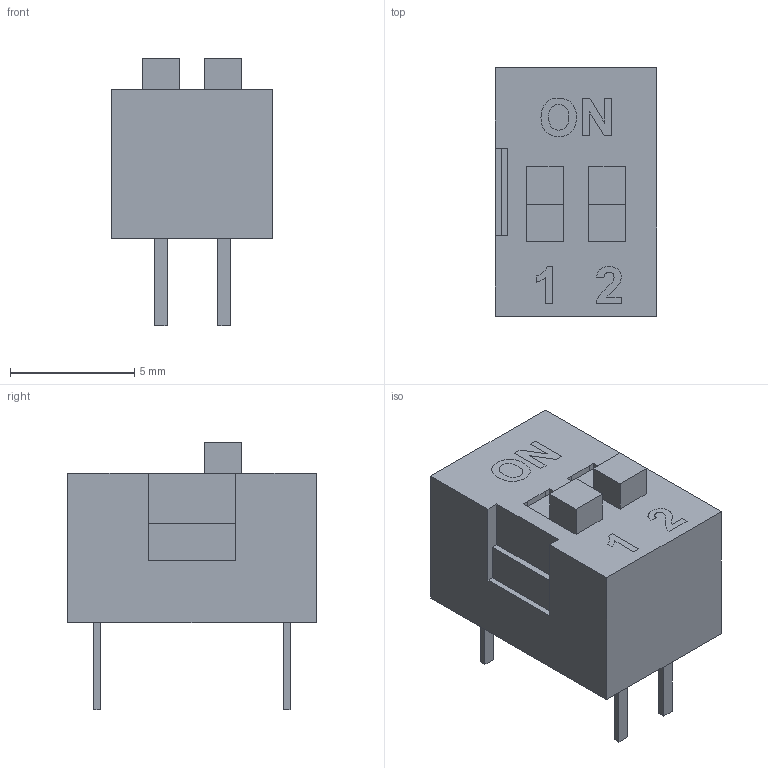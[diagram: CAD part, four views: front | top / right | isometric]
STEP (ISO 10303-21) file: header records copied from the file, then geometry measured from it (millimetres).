
FILE_DESCRIPTION(/* description */ (''),/* implementation_level */ '2;1');
FILE_NAME(/* name */ 'DipSch02',/* time_stamp */ '2020-10-07T15:06:35-03:00',/* author */ (''),/* organization */ (''),/* preprocessor_version */ 'ST-DEVELOPER v14',/* originating_system */ '',/* authorisation */ '');
FILE_SCHEMA (('CONFIG_CONTROL_DESIGN'));
Length unit declared in the file: millimetre
Products named in the file (1): Document
Bounding box: 6.5 x 10 x 10.74 mm (x, y, z)
Volume: 389.6 mm3; surface area: 512.7 mm2
Topology: 14 solids, 14 shells, 153 faces, 346 edges, 228 vertices
Faces by surface type: plane 119, bspline 34
Entity records: 4535 total; most frequent: CARTESIAN_POINT 1937, ORIENTED_EDGE 692, EDGE_CURVE 346, B_SPLINE_CURVE_WITH_KNOTS 346, VERTEX_POINT 228, EDGE_LOOP 162, ADVANCED_FACE 153, FACE_OUTER_BOUND 153
